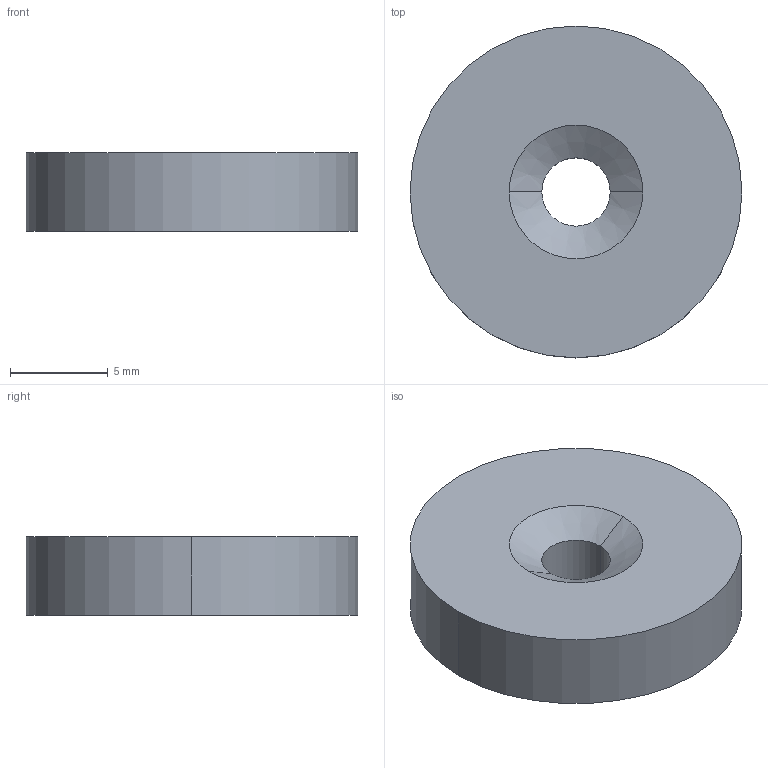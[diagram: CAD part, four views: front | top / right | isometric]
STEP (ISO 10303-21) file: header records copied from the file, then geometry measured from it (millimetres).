
FILE_DESCRIPTION (( 'STEP AP214' ), '1' );
FILE_NAME ('M630.STEP', '2021-12-30T13:27:01', ( '' ), ( '' ), 'SwSTEP 2.0', 'SolidWorks 2021', '' );
FILE_SCHEMA (( 'AUTOMOTIVE_DESIGN' ));
Length unit declared in the file: millimetre
Products named in the file (3): MNA015007002; M630; Corpo_0-23
Assembly tree (2 placements, depth 2):
  M630
    Corpo_0-23
    MNA015007002
Bounding box: 17 x 17 x 4 mm (x, y, z)
Volume: 699.6 mm3; surface area: 1302.4 mm2
Topology: 2 solids, 2 shells, 28 faces, 56 edges, 34 vertices
Faces by surface type: cylinder 12, torus 8, plane 6, cone 2
Entity records: 860 total; most frequent: DIRECTION 164, CARTESIAN_POINT 123, ORIENTED_EDGE 112, AXIS2_PLACEMENT_3D 75, EDGE_CURVE 56, CIRCLE 42, VERTEX_POINT 34, EDGE_LOOP 34
